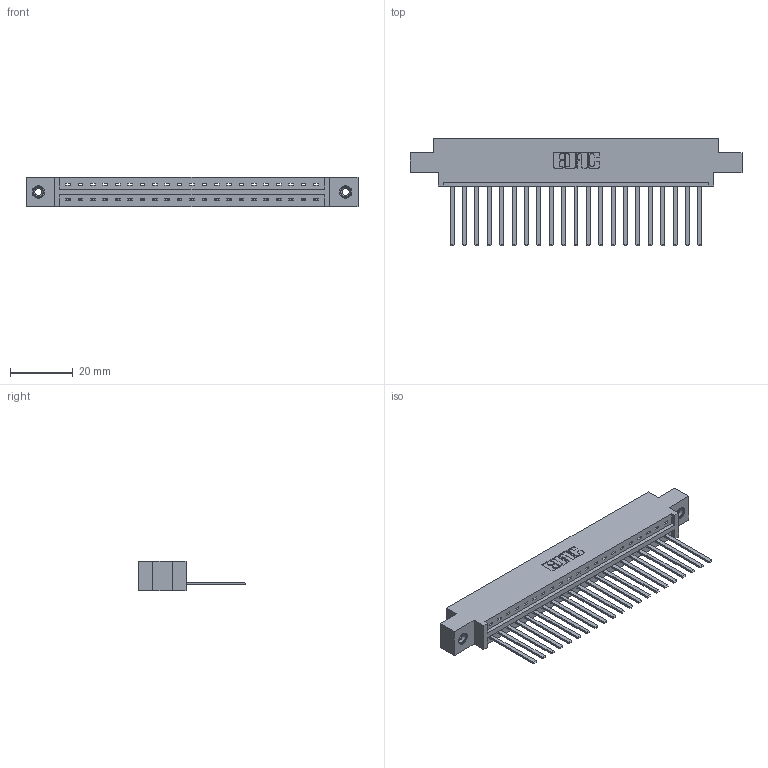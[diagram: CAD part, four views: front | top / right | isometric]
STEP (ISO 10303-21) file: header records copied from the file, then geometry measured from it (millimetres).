
FILE_DESCRIPTION (( 'STEP AP203' ), '1' );
FILE_NAME ('387-021-544-608.STEP', '2018-09-14T02:29:24', ( '' ), ( '' ), 'SwSTEP 2.0', 'SolidWorks 2016', '' );
FILE_SCHEMA (( 'CONFIG_CONTROL_DESIGN' ));
Length unit declared in the file: inch
Products named in the file (4): 337 Part_0.170 Offset - 0.156 Dia-TI; 345-292-001_345-293-144; 345-250-001_345-250-003-102; 387-021-544-608
Assembly tree (24 placements, depth 2):
  387-021-544-608
    337 Part_0.170 Offset - 0.156 Dia-TI
    345-292-001_345-293-144  x21
    345-250-001_345-250-003-102  x2
Bounding box: 106.22 x 34.3 x 9.4 mm (x, y, z)
Volume: 10896.5 mm3; surface area: 12069.5 mm2
Topology: 24 solids, 24 shells, 1354 faces, 4029 edges, 2650 vertices
Faces by surface type: plane 988, cylinder 350, cone 12, torus 4
Entity records: 19460 total; most frequent: CARTESIAN_POINT 3368, ORIENTED_EDGE 3318, DIRECTION 2907, EDGE_CURVE 1659, LINE 1515, VECTOR 1515, VERTEX_POINT 1100, AXIS2_PLACEMENT_3D 696
